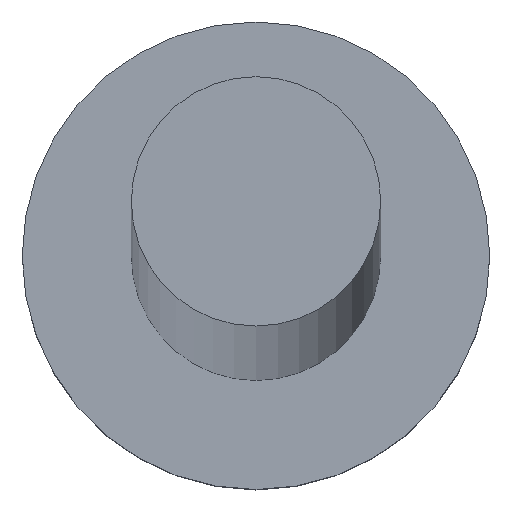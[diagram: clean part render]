
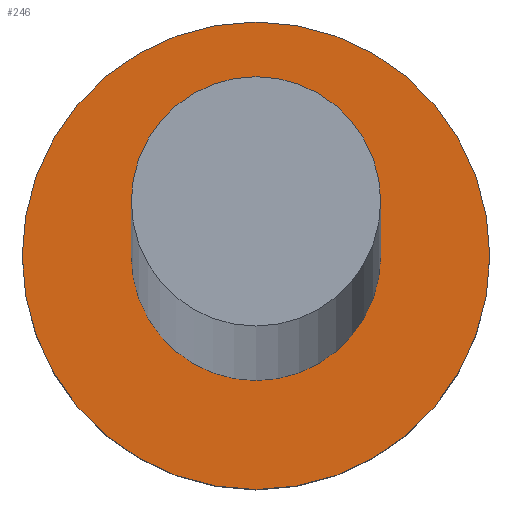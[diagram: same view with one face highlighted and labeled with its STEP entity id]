
A CAD part, top view. The second image highlights one B-rep face of the part: STEP entity #246.
In plain terms, the highlighted planar face has unit normal (0, 0, 1).
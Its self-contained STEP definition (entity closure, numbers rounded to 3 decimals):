
#1 = DIRECTION ( 'NONE',  ( 0., 0., 1. ) ) ;
#20 = CIRCLE ( 'NONE', #102, 3. ) ;
#21 = CARTESIAN_POINT ( 'NONE',  ( 1.6, 0., 3. ) ) ;
#33 = EDGE_CURVE ( 'NONE', #133, #127, #155, .T. ) ;
#38 = FACE_BOUND ( 'NONE', #164, .T. ) ;
#45 = CARTESIAN_POINT ( 'NONE',  ( -3., 0., 3. ) ) ;
#47 = ORIENTED_EDGE ( 'NONE', *, *, #206, .T. ) ;
#51 = VERTEX_POINT ( 'NONE', #45 ) ;
#53 = DIRECTION ( 'NONE',  ( 0., 0., 1. ) ) ;
#55 = EDGE_CURVE ( 'NONE', #127, #133, #170, .T. ) ;
#57 = AXIS2_PLACEMENT_3D ( 'NONE', #132, #213, #234 ) ;
#60 = DIRECTION ( 'NONE',  ( 0., 0., 1. ) ) ;
#73 = DIRECTION ( 'NONE',  ( 0., 0., 1. ) ) ;
#82 = CARTESIAN_POINT ( 'NONE',  ( 0., 0., 3. ) ) ;
#88 = VERTEX_POINT ( 'NONE', #211 ) ;
#99 = PLANE ( 'NONE',  #186 ) ;
#102 = AXIS2_PLACEMENT_3D ( 'NONE', #82, #60, #134 ) ;
#108 = CARTESIAN_POINT ( 'NONE',  ( 0., 0., 3. ) ) ;
#114 = CARTESIAN_POINT ( 'NONE',  ( 0., 0., 3. ) ) ;
#127 = VERTEX_POINT ( 'NONE', #187 ) ;
#129 = AXIS2_PLACEMENT_3D ( 'NONE', #146, #53, #208 ) ;
#132 = CARTESIAN_POINT ( 'NONE',  ( 0., 0., 3. ) ) ;
#133 = VERTEX_POINT ( 'NONE', #21 ) ;
#134 = DIRECTION ( 'NONE',  ( 1., 0., 0. ) ) ;
#141 = EDGE_LOOP ( 'NONE', ( #175, #47 ) ) ;
#145 = AXIS2_PLACEMENT_3D ( 'NONE', #108, #73, #147 ) ;
#146 = CARTESIAN_POINT ( 'NONE',  ( 0., 0., 3. ) ) ;
#147 = DIRECTION ( 'NONE',  ( 1., 0., 0. ) ) ;
#153 = ORIENTED_EDGE ( 'NONE', *, *, #33, .F. ) ;
#155 = CIRCLE ( 'NONE', #145, 1.6 ) ;
#164 = EDGE_LOOP ( 'NONE', ( #184, #153 ) ) ;
#170 = CIRCLE ( 'NONE', #129, 1.6 ) ;
#175 = ORIENTED_EDGE ( 'NONE', *, *, #239, .T. ) ;
#184 = ORIENTED_EDGE ( 'NONE', *, *, #55, .F. ) ;
#186 = AXIS2_PLACEMENT_3D ( 'NONE', #114, #1, #188 ) ;
#187 = CARTESIAN_POINT ( 'NONE',  ( -1.6, 0., 3. ) ) ;
#188 = DIRECTION ( 'NONE',  ( 1., 0., 0. ) ) ;
#206 = EDGE_CURVE ( 'NONE', #88, #51, #20, .T. ) ;
#208 = DIRECTION ( 'NONE',  ( 1., 0., 0. ) ) ;
#211 = CARTESIAN_POINT ( 'NONE',  ( 3., 0., 3. ) ) ;
#213 = DIRECTION ( 'NONE',  ( 0., 0., 1. ) ) ;
#215 = FACE_OUTER_BOUND ( 'NONE', #141, .T. ) ;
#234 = DIRECTION ( 'NONE',  ( 1., 0., 0. ) ) ;
#236 = CIRCLE ( 'NONE', #57, 3. ) ;
#239 = EDGE_CURVE ( 'NONE', #51, #88, #236, .T. ) ;
#246 = ADVANCED_FACE ( 'NONE', ( #38, #215 ), #99, .T. ) ;
